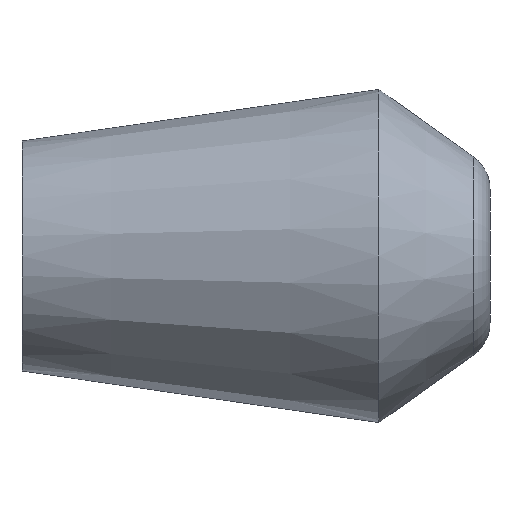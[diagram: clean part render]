
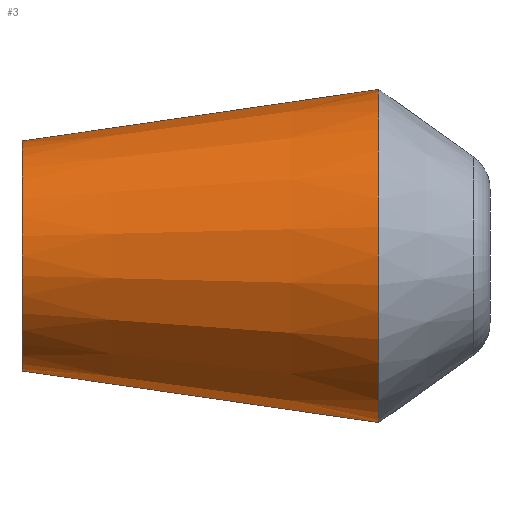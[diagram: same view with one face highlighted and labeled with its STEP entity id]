
A CAD part, left-side view. The second image highlights one B-rep face of the part: STEP entity #3.
In plain terms, the highlighted conical face has half-angle 8.219 degrees and reference radius 7.25 mm.
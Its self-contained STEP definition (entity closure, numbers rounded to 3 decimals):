
#3 = ADVANCED_FACE ( 'NONE', ( #219 ), #35, .T. ) ;
#11 = EDGE_CURVE ( 'NONE', #233, #236, #341, .T. ) ;
#17 = EDGE_CURVE ( 'NONE', #244, #240, #336, .T. ) ;
#25 = EDGE_CURVE ( 'NONE', #236, #240, #203, .T. ) ;
#27 = EDGE_CURVE ( 'NONE', #233, #244, #202, .T. ) ;
#34 = AXIS2_PLACEMENT_3D ( 'NONE', #113, #115, #116 ) ;
#35 = CONICAL_SURFACE ( 'NONE', #34, 7.25, 0.143 ) ;
#51 = CARTESIAN_POINT ( 'NONE',  ( 0., 0., -10.5 ) ) ;
#55 = CARTESIAN_POINT ( 'NONE',  ( 0., 0., 10.5 ) ) ;
#59 = CARTESIAN_POINT ( 'NONE',  ( 0., 22.5, 7.25 ) ) ;
#62 = CARTESIAN_POINT ( 'NONE',  ( 0., 22.5, -7.25 ) ) ;
#89 = DIRECTION ( 'NONE',  ( 0., -0.99, -0.143 ) ) ;
#90 = CARTESIAN_POINT ( 'NONE',  ( 0., 22.5, -7.25 ) ) ;
#95 = DIRECTION ( 'NONE',  ( 0., -0.99, 0.143 ) ) ;
#96 = CARTESIAN_POINT ( 'NONE',  ( 0., 22.5, 7.25 ) ) ;
#113 = CARTESIAN_POINT ( 'NONE',  ( 0., 22.5, 0. ) ) ;
#115 = DIRECTION ( 'NONE',  ( 0., -1., 0. ) ) ;
#116 = DIRECTION ( 'NONE',  ( 0., 0., -1. ) ) ;
#150 = CARTESIAN_POINT ( 'NONE',  ( 0., 22.5, 0. ) ) ;
#152 = DIRECTION ( 'NONE',  ( 0., 1., 0. ) ) ;
#153 = DIRECTION ( 'NONE',  ( 0., 0., 1. ) ) ;
#156 = DIRECTION ( 'NONE',  ( 0., 0., 1. ) ) ;
#157 = DIRECTION ( 'NONE',  ( 0., 1., 0. ) ) ;
#170 = CARTESIAN_POINT ( 'NONE',  ( 0., 0., 0. ) ) ;
#202 = LINE ( 'NONE', #90, #318 ) ;
#203 = LINE ( 'NONE', #96, #323 ) ;
#219 = FACE_OUTER_BOUND ( 'NONE', #227, .T. ) ;
#227 = EDGE_LOOP ( 'NONE', ( #352, #350, #252, #355 ) ) ;
#233 = VERTEX_POINT ( 'NONE', #62 ) ;
#236 = VERTEX_POINT ( 'NONE', #59 ) ;
#240 = VERTEX_POINT ( 'NONE', #55 ) ;
#244 = VERTEX_POINT ( 'NONE', #51 ) ;
#252 = ORIENTED_EDGE ( 'NONE', *, *, #27, .T. ) ;
#311 = AXIS2_PLACEMENT_3D ( 'NONE', #170, #157, #156 ) ;
#316 = AXIS2_PLACEMENT_3D ( 'NONE', #150, #152, #153 ) ;
#318 = VECTOR ( 'NONE', #89, 1000. ) ;
#323 = VECTOR ( 'NONE', #95, 1000. ) ;
#336 = CIRCLE ( 'NONE', #311, 10.5 ) ;
#341 = CIRCLE ( 'NONE', #316, 7.25 ) ;
#350 = ORIENTED_EDGE ( 'NONE', *, *, #11, .F. ) ;
#352 = ORIENTED_EDGE ( 'NONE', *, *, #25, .F. ) ;
#355 = ORIENTED_EDGE ( 'NONE', *, *, #17, .T. ) ;
